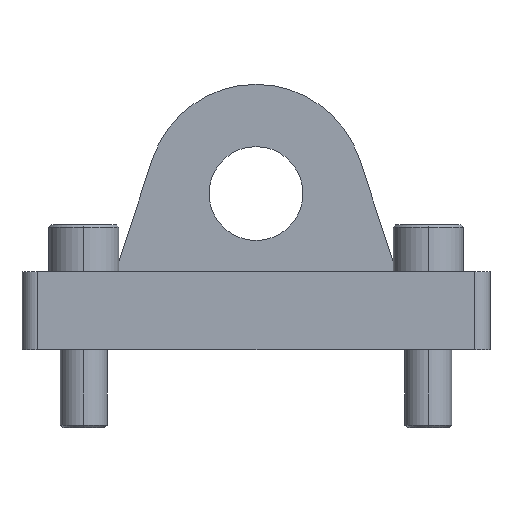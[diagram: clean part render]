
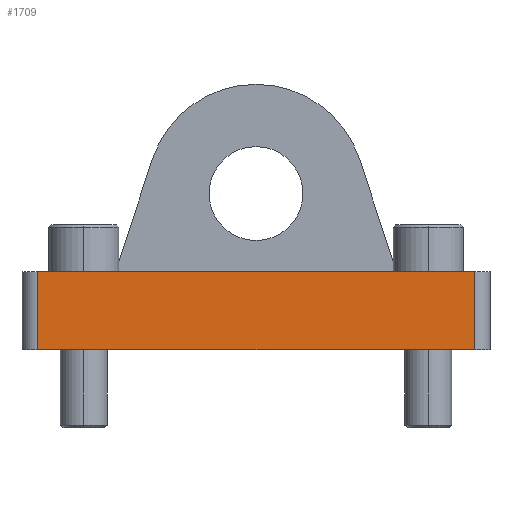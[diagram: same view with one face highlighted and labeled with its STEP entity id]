
A CAD part, left-side view. The second image highlights one B-rep face of the part: STEP entity #1709.
In plain terms, the highlighted planar face has unit normal (-1, 0, 0).
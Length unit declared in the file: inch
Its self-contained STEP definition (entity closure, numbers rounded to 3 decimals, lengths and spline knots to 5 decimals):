
#272 = VECTOR ( 'NONE', #2968, 39.37008 ) ;
#331 = CARTESIAN_POINT ( 'NONE',  ( -1.875, -1.75, 0.625 ) ) ;
#493 = CARTESIAN_POINT ( 'NONE',  ( -1.875, -1.875, 0. ) ) ;
#509 = CARTESIAN_POINT ( 'NONE',  ( -1.875, -1.875, 0.625 ) ) ;
#533 = VECTOR ( 'NONE', #1469, 39.37008 ) ;
#563 = CARTESIAN_POINT ( 'NONE',  ( -1.875, 1.75, 0.625 ) ) ;
#573 = PLANE ( 'NONE',  #766 ) ;
#609 = VERTEX_POINT ( 'NONE', #1816 ) ;
#626 = LINE ( 'NONE', #1748, #533 ) ;
#766 = AXIS2_PLACEMENT_3D ( 'NONE', #509, #1077, #1409 ) ;
#840 = FACE_OUTER_BOUND ( 'NONE', #2641, .T. ) ;
#845 = VERTEX_POINT ( 'NONE', #1103 ) ;
#910 = LINE ( 'NONE', #331, #2799 ) ;
#936 = VERTEX_POINT ( 'NONE', #1733 ) ;
#938 = ORIENTED_EDGE ( 'NONE', *, *, #1364, .T. ) ;
#957 = EDGE_CURVE ( 'NONE', #1275, #845, #626, .T. ) ;
#1077 = DIRECTION ( 'NONE',  ( 1., 0., 0. ) ) ;
#1103 = CARTESIAN_POINT ( 'NONE',  ( -1.875, -1.75, 0.625 ) ) ;
#1275 = VERTEX_POINT ( 'NONE', #563 ) ;
#1364 = EDGE_CURVE ( 'NONE', #936, #609, #1886, .T. ) ;
#1409 = DIRECTION ( 'NONE',  ( 0., 0., -1. ) ) ;
#1469 = DIRECTION ( 'NONE',  ( 0., -1., 0. ) ) ;
#1572 = LINE ( 'NONE', #3231, #272 ) ;
#1594 = VECTOR ( 'NONE', #2902, 39.37008 ) ;
#1709 = ADVANCED_FACE ( 'NONE', ( #840 ), #573, .F. ) ;
#1733 = CARTESIAN_POINT ( 'NONE',  ( -1.875, 1.75, 0. ) ) ;
#1748 = CARTESIAN_POINT ( 'NONE',  ( -1.875, -1.875, 0.625 ) ) ;
#1770 = EDGE_CURVE ( 'NONE', #609, #845, #910, .T. ) ;
#1816 = CARTESIAN_POINT ( 'NONE',  ( -1.875, -1.75, 0. ) ) ;
#1886 = LINE ( 'NONE', #493, #1594 ) ;
#1999 = ORIENTED_EDGE ( 'NONE', *, *, #957, .F. ) ;
#2009 = DIRECTION ( 'NONE',  ( 0., 0., 1. ) ) ;
#2161 = ORIENTED_EDGE ( 'NONE', *, *, #1770, .T. ) ;
#2251 = EDGE_CURVE ( 'NONE', #1275, #936, #1572, .T. ) ;
#2403 = ORIENTED_EDGE ( 'NONE', *, *, #2251, .T. ) ;
#2641 = EDGE_LOOP ( 'NONE', ( #1999, #2403, #938, #2161 ) ) ;
#2799 = VECTOR ( 'NONE', #2009, 39.37008 ) ;
#2902 = DIRECTION ( 'NONE',  ( 0., -1., 0. ) ) ;
#2968 = DIRECTION ( 'NONE',  ( 0., 0., -1. ) ) ;
#3231 = CARTESIAN_POINT ( 'NONE',  ( -1.875, 1.75, 0.625 ) ) ;
